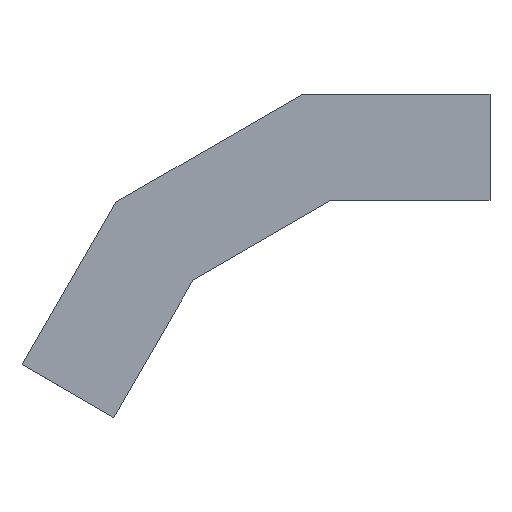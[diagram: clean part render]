
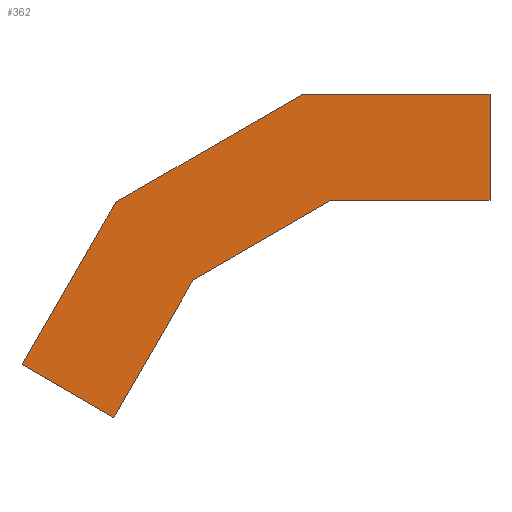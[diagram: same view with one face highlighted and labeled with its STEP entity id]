
A CAD part, front view. The second image highlights one B-rep face of the part: STEP entity #362.
In plain terms, the highlighted planar face has unit normal (0, -1, 0).
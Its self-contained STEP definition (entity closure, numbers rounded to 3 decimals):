
#34=FACE_OUTER_BOUND('',#54,.T.);
#54=EDGE_LOOP('',(#319,#320,#321,#322,#323,#324,#325,#326));
#79=LINE('',#539,#127);
#83=LINE('',#547,#131);
#86=LINE('',#553,#134);
#89=LINE('',#559,#137);
#92=LINE('',#565,#140);
#95=LINE('',#571,#143);
#98=LINE('',#577,#146);
#101=LINE('',#582,#149);
#127=VECTOR('',#445,10.);
#131=VECTOR('',#451,10.);
#134=VECTOR('',#456,10.);
#137=VECTOR('',#461,10.);
#140=VECTOR('',#466,10.);
#143=VECTOR('',#471,10.);
#146=VECTOR('',#476,10.);
#149=VECTOR('',#481,10.);
#167=VERTEX_POINT('',#537);
#168=VERTEX_POINT('',#538);
#171=VERTEX_POINT('',#546);
#173=VERTEX_POINT('',#552);
#175=VERTEX_POINT('',#558);
#177=VERTEX_POINT('',#564);
#179=VERTEX_POINT('',#570);
#181=VERTEX_POINT('',#576);
#207=EDGE_CURVE('',#167,#168,#79,.T.);
#211=EDGE_CURVE('',#171,#167,#83,.T.);
#214=EDGE_CURVE('',#173,#171,#86,.T.);
#217=EDGE_CURVE('',#175,#173,#89,.T.);
#220=EDGE_CURVE('',#177,#175,#92,.T.);
#223=EDGE_CURVE('',#179,#177,#95,.T.);
#226=EDGE_CURVE('',#181,#179,#98,.T.);
#229=EDGE_CURVE('',#168,#181,#101,.T.);
#319=ORIENTED_EDGE('',*,*,#229,.F.);
#320=ORIENTED_EDGE('',*,*,#207,.F.);
#321=ORIENTED_EDGE('',*,*,#211,.F.);
#322=ORIENTED_EDGE('',*,*,#214,.F.);
#323=ORIENTED_EDGE('',*,*,#217,.F.);
#324=ORIENTED_EDGE('',*,*,#220,.F.);
#325=ORIENTED_EDGE('',*,*,#223,.F.);
#326=ORIENTED_EDGE('',*,*,#226,.F.);
#344=PLANE('',#400);
#362=ADVANCED_FACE('',(#34),#344,.F.);
#400=AXIS2_PLACEMENT_3D('',#585,#485,#486);
#445=DIRECTION('',(1.,0.,0.));
#451=DIRECTION('',(0.866,0.,0.5));
#456=DIRECTION('',(0.5,0.,0.866));
#461=DIRECTION('',(-0.866,0.,0.5));
#466=DIRECTION('',(-0.5,0.,-0.866));
#471=DIRECTION('',(-0.866,0.,-0.5));
#476=DIRECTION('',(-1.,0.,0.));
#481=DIRECTION('',(0.,0.,-1.));
#485=DIRECTION('center_axis',(0.,1.,0.));
#486=DIRECTION('ref_axis',(0.,0.,1.));
#537=CARTESIAN_POINT('',(-20.359,0.,10.));
#538=CARTESIAN_POINT('',(15.,0.,10.));
#539=CARTESIAN_POINT('',(-20.359,0.,10.));
#546=CARTESIAN_POINT('',(-55.622,0.,-10.359));
#547=CARTESIAN_POINT('',(-55.622,0.,-10.359));
#552=CARTESIAN_POINT('',(-73.301,0.,-40.981));
#553=CARTESIAN_POINT('',(-73.301,0.,-40.981));
#558=CARTESIAN_POINT('',(-55.981,0.,-50.981));
#559=CARTESIAN_POINT('',(-55.981,0.,-50.981));
#564=CARTESIAN_POINT('',(-40.981,0.,-25.));
#565=CARTESIAN_POINT('',(-40.981,0.,-25.));
#570=CARTESIAN_POINT('',(-15.,0.,-10.));
#571=CARTESIAN_POINT('',(-15.,0.,-10.));
#576=CARTESIAN_POINT('',(15.,0.,-10.));
#577=CARTESIAN_POINT('',(15.,0.,-10.));
#582=CARTESIAN_POINT('',(15.,0.,10.));
#585=CARTESIAN_POINT('Origin',(-29.151,0.,-20.49));
